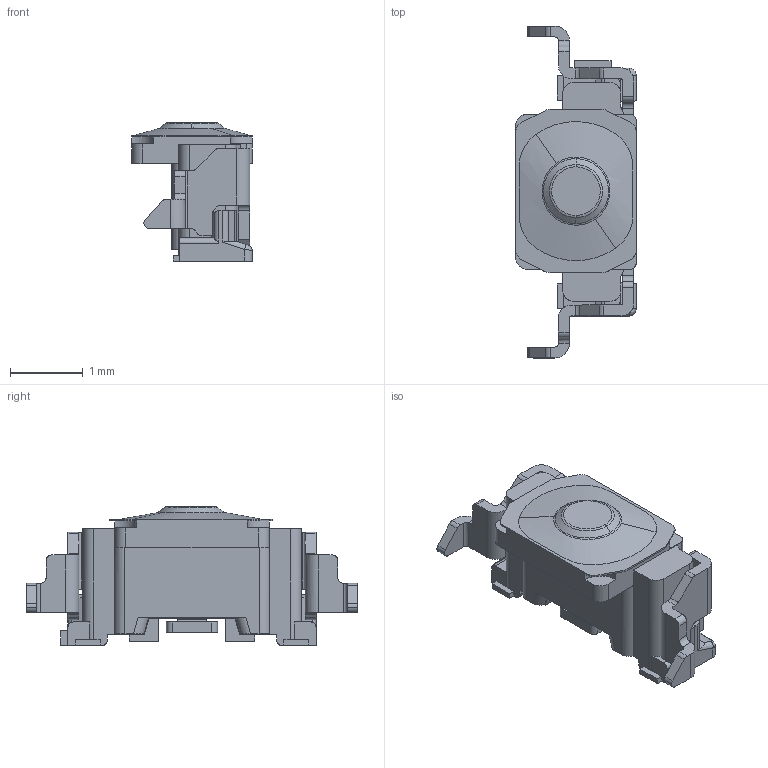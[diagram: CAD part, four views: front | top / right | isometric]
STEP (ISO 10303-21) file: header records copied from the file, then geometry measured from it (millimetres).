
FILE_DESCRIPTION (( 'STEP AP214' ), '1' );
FILE_NAME ('EVP-AT2L1B000.STEP', '2024-11-15T03:32:33', ( '' ), ( '' ), 'SwSTEP 2.0', 'SolidWorks 2016', '' );
FILE_SCHEMA (( 'AUTOMOTIVE_DESIGN' ));
Length unit declared in the file: millimetre
Products named in the file (1): EVP-AT2L1B000
Bounding box: 1.65 x 4.55 x 1.9 mm (x, y, z)
Volume: 5.5 mm3; surface area: 40 mm2
Topology: 1 solids, 1 shells, 342 faces, 1005 edges, 664 vertices
Faces by surface type: plane 177, cylinder 128, bspline 18, cone 12, torus 7
Entity records: 12355 total; most frequent: CARTESIAN_POINT 3872, ORIENTED_EDGE 2010, DIRECTION 1405, EDGE_CURVE 1005, VERTEX_POINT 664, LINE 581, VECTOR 581, AXIS2_PLACEMENT_3D 412
